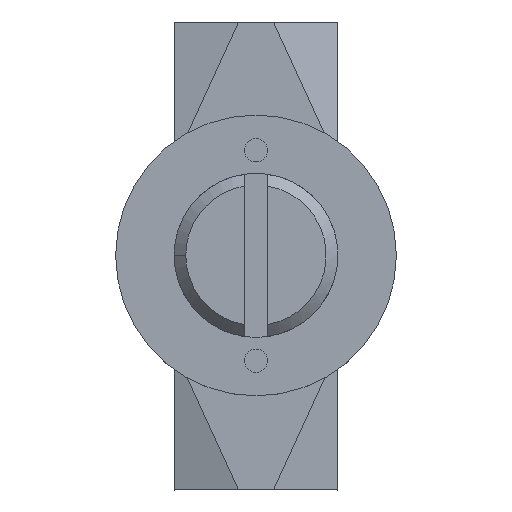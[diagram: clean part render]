
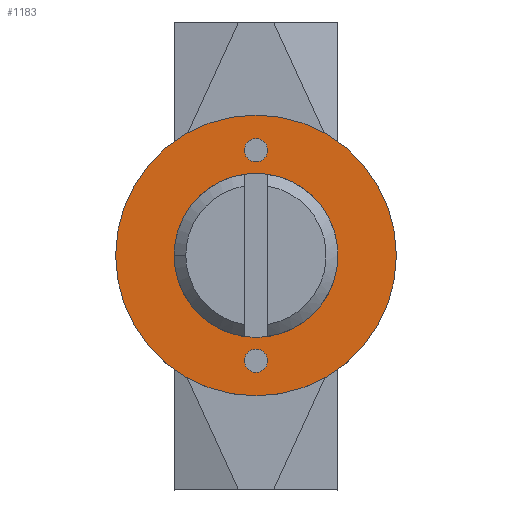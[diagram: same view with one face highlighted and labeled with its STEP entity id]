
A CAD part, top view. The second image highlights one B-rep face of the part: STEP entity #1183.
In plain terms, the highlighted planar face has unit normal (0, 0, 1).
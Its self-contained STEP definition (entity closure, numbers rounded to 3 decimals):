
#622 = EDGE_CURVE ( 'NONE', #5298, #5263, #1245, .T. ) ;
#626 = EDGE_CURVE ( 'NONE', #5270, #5257, #1247, .T. ) ;
#630 = EDGE_CURVE ( 'NONE', #5272, #5268, #1249, .T. ) ;
#634 = EDGE_CURVE ( 'NONE', #5282, #5280, #1251, .T. ) ;
#644 = EDGE_CURVE ( 'NONE', #5280, #5282, #1609, .T. ) ;
#646 = EDGE_CURVE ( 'NONE', #5268, #5272, #1611, .T. ) ;
#647 = EDGE_CURVE ( 'NONE', #5257, #5270, #1612, .T. ) ;
#648 = EDGE_CURVE ( 'NONE', #5263, #5290, #6068, .T. ) ;
#649 = EDGE_CURVE ( 'NONE', #5290, #5254, #1613, .T. ) ;
#650 = EDGE_CURVE ( 'NONE', #5292, #5298, #1614, .T. ) ;
#651 = EDGE_CURVE ( 'NONE', #5254, #5292, #6077, .T. ) ;
#1070 = AXIS2_PLACEMENT_3D ( 'NONE', #3011, #3012, #3013 ) ;
#1074 = AXIS2_PLACEMENT_3D ( 'NONE', #2999, #3000, #3001 ) ;
#1083 = AXIS2_PLACEMENT_3D ( 'NONE', #6013, #6014, #6015 ) ;
#1088 = AXIS2_PLACEMENT_3D ( 'NONE', #6025, #6026, #6027 ) ;
#1095 = AXIS2_PLACEMENT_3D ( 'NONE', #6055, #6056, #6057 ) ;
#1097 = AXIS2_PLACEMENT_3D ( 'NONE', #6061, #6062, #6063 ) ;
#1098 = AXIS2_PLACEMENT_3D ( 'NONE', #6064, #6065, #6066 ) ;
#1099 = AXIS2_PLACEMENT_3D ( 'NONE', #6067, #6071, #6072 ) ;
#1101 = VECTOR ( 'NONE', #6070, 1000. ) ;
#1102 = AXIS2_PLACEMENT_3D ( 'NONE', #6073, #6074, #6075 ) ;
#1104 = VECTOR ( 'NONE', #6079, 1000. ) ;
#1183 = ADVANCED_FACE ( 'NONE', ( #3122, #3127, #3129, #3131 ), #6273, .T. ) ;
#1245 = CIRCLE ( 'NONE', #1074, 5.2 ) ;
#1247 = CIRCLE ( 'NONE', #1070, 12. ) ;
#1249 = CIRCLE ( 'NONE', #1083, 1. ) ;
#1251 = CIRCLE ( 'NONE', #1088, 1. ) ;
#1609 = CIRCLE ( 'NONE', #1095, 1. ) ;
#1611 = CIRCLE ( 'NONE', #1097, 1. ) ;
#1612 = CIRCLE ( 'NONE', #1098, 12. ) ;
#1613 = CIRCLE ( 'NONE', #1099, 4.1 ) ;
#1614 = CIRCLE ( 'NONE', #1102, 5.2 ) ;
#1811 = CARTESIAN_POINT ( 'NONE',  ( 3.976, -1., 0. ) ) ;
#1814 = CARTESIAN_POINT ( 'NONE',  ( -12., 0., 0. ) ) ;
#1820 = CARTESIAN_POINT ( 'NONE',  ( -1., 5.103, 0. ) ) ;
#1825 = CARTESIAN_POINT ( 'NONE',  ( 1., 9., 0. ) ) ;
#1827 = CARTESIAN_POINT ( 'NONE',  ( 12., 0., 0. ) ) ;
#1829 = CARTESIAN_POINT ( 'NONE',  ( -1., 9., 0. ) ) ;
#1837 = CARTESIAN_POINT ( 'NONE',  ( 1., -9., 0. ) ) ;
#1839 = CARTESIAN_POINT ( 'NONE',  ( -1., -9., 0. ) ) ;
#1847 = CARTESIAN_POINT ( 'NONE',  ( -1., 3.976, 0. ) ) ;
#1849 = CARTESIAN_POINT ( 'NONE',  ( 5.103, -1., 0. ) ) ;
#1855 = CARTESIAN_POINT ( 'NONE',  ( 5.2, 0., 0. ) ) ;
#2843 = EDGE_LOOP ( 'NONE', ( #4596, #4595 ) ) ;
#2844 = EDGE_LOOP ( 'NONE', ( #4597, #3090 ) ) ;
#2845 = EDGE_LOOP ( 'NONE', ( #3091, #3087, #3088, #3089, #3086 ) ) ;
#2846 = EDGE_LOOP ( 'NONE', ( #6367, #3085 ) ) ;
#2999 = CARTESIAN_POINT ( 'NONE',  ( 0., 0., 0. ) ) ;
#3000 = DIRECTION ( 'NONE',  ( 0., 0., 1. ) ) ;
#3001 = DIRECTION ( 'NONE',  ( 1., 0., 0. ) ) ;
#3011 = CARTESIAN_POINT ( 'NONE',  ( 0., 0., 0. ) ) ;
#3012 = DIRECTION ( 'NONE',  ( 0., 0., 1. ) ) ;
#3013 = DIRECTION ( 'NONE',  ( 1., 0., 0. ) ) ;
#3085 = ORIENTED_EDGE ( 'NONE', *, *, #647, .T. ) ;
#3086 = ORIENTED_EDGE ( 'NONE', *, *, #651, .F. ) ;
#3087 = ORIENTED_EDGE ( 'NONE', *, *, #648, .F. ) ;
#3088 = ORIENTED_EDGE ( 'NONE', *, *, #622, .F. ) ;
#3089 = ORIENTED_EDGE ( 'NONE', *, *, #650, .F. ) ;
#3090 = ORIENTED_EDGE ( 'NONE', *, *, #630, .F. ) ;
#3091 = ORIENTED_EDGE ( 'NONE', *, *, #649, .F. ) ;
#3122 = FACE_BOUND ( 'NONE', #2843, .T. ) ;
#3125 = AXIS2_PLACEMENT_3D ( 'NONE', #6274, #6275, #6276 ) ;
#3127 = FACE_BOUND ( 'NONE', #2844, .T. ) ;
#3129 = FACE_BOUND ( 'NONE', #2845, .T. ) ;
#3131 = FACE_OUTER_BOUND ( 'NONE', #2846, .T. ) ;
#4595 = ORIENTED_EDGE ( 'NONE', *, *, #634, .F. ) ;
#4596 = ORIENTED_EDGE ( 'NONE', *, *, #644, .F. ) ;
#4597 = ORIENTED_EDGE ( 'NONE', *, *, #646, .F. ) ;
#5254 = VERTEX_POINT ( 'NONE', #1811 ) ;
#5257 = VERTEX_POINT ( 'NONE', #1814 ) ;
#5263 = VERTEX_POINT ( 'NONE', #1820 ) ;
#5268 = VERTEX_POINT ( 'NONE', #1825 ) ;
#5270 = VERTEX_POINT ( 'NONE', #1827 ) ;
#5272 = VERTEX_POINT ( 'NONE', #1829 ) ;
#5280 = VERTEX_POINT ( 'NONE', #1837 ) ;
#5282 = VERTEX_POINT ( 'NONE', #1839 ) ;
#5290 = VERTEX_POINT ( 'NONE', #1847 ) ;
#5292 = VERTEX_POINT ( 'NONE', #1849 ) ;
#5298 = VERTEX_POINT ( 'NONE', #1855 ) ;
#6013 = CARTESIAN_POINT ( 'NONE',  ( 0., 9., 0. ) ) ;
#6014 = DIRECTION ( 'NONE',  ( 0., 0., 1. ) ) ;
#6015 = DIRECTION ( 'NONE',  ( 1., 0., 0. ) ) ;
#6025 = CARTESIAN_POINT ( 'NONE',  ( 0., -9., 0. ) ) ;
#6026 = DIRECTION ( 'NONE',  ( 0., 0., 1. ) ) ;
#6027 = DIRECTION ( 'NONE',  ( 1., 0., 0. ) ) ;
#6055 = CARTESIAN_POINT ( 'NONE',  ( 0., -9., 0. ) ) ;
#6056 = DIRECTION ( 'NONE',  ( 0., 0., 1. ) ) ;
#6057 = DIRECTION ( 'NONE',  ( 1., 0., 0. ) ) ;
#6061 = CARTESIAN_POINT ( 'NONE',  ( 0., 9., 0. ) ) ;
#6062 = DIRECTION ( 'NONE',  ( 0., 0., 1. ) ) ;
#6063 = DIRECTION ( 'NONE',  ( 1., 0., 0. ) ) ;
#6064 = CARTESIAN_POINT ( 'NONE',  ( 0., 0., 0. ) ) ;
#6065 = DIRECTION ( 'NONE',  ( 0., 0., 1. ) ) ;
#6066 = DIRECTION ( 'NONE',  ( 1., 0., 0. ) ) ;
#6067 = CARTESIAN_POINT ( 'NONE',  ( 0., 0., 0. ) ) ;
#6068 = LINE ( 'NONE', #6069, #1101 ) ;
#6069 = CARTESIAN_POINT ( 'NONE',  ( -1., 5.103, 0. ) ) ;
#6070 = DIRECTION ( 'NONE',  ( 0., -1., 0. ) ) ;
#6071 = DIRECTION ( 'NONE',  ( 0., 0., 1. ) ) ;
#6072 = DIRECTION ( 'NONE',  ( 1., 0., 0. ) ) ;
#6073 = CARTESIAN_POINT ( 'NONE',  ( 0., 0., 0. ) ) ;
#6074 = DIRECTION ( 'NONE',  ( 0., 0., 1. ) ) ;
#6075 = DIRECTION ( 'NONE',  ( 1., 0., 0. ) ) ;
#6077 = LINE ( 'NONE', #6078, #1104 ) ;
#6078 = CARTESIAN_POINT ( 'NONE',  ( 3.976, -1., 0. ) ) ;
#6079 = DIRECTION ( 'NONE',  ( 1., 0., 0. ) ) ;
#6273 = PLANE ( 'NONE',  #3125 ) ;
#6274 = CARTESIAN_POINT ( 'NONE',  ( 0., 0., 0. ) ) ;
#6275 = DIRECTION ( 'NONE',  ( 0., 0., 1. ) ) ;
#6276 = DIRECTION ( 'NONE',  ( 1., 0., 0. ) ) ;
#6367 = ORIENTED_EDGE ( 'NONE', *, *, #626, .T. ) ;
